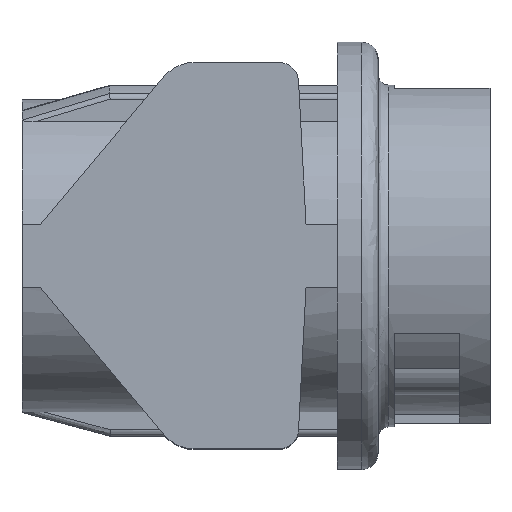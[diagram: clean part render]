
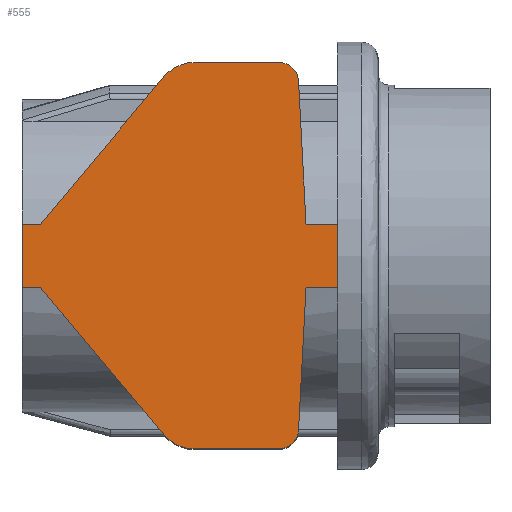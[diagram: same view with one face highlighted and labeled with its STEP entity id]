
A CAD part, top view. The second image highlights one B-rep face of the part: STEP entity #555.
In plain terms, the highlighted planar face has unit normal (0, 0, 1).
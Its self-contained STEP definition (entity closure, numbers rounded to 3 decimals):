
#240=PLANE('',#5993);
#555=ADVANCED_FACE('',(#924),#240,.T.);
#924=FACE_OUTER_BOUND('',#1224,.T.);
#1224=EDGE_LOOP('',(#3312,#3313,#3314,#3315,#3316,#3317,#3318,#3319,#3320,
#3321,#3322,#3323,#3324,#3325,#3326,#3327));
#1591=LINE('',#8436,#2163);
#1595=LINE('',#8448,#2167);
#1682=LINE('',#8922,#2254);
#1686=LINE('',#8934,#2258);
#1688=LINE('',#8939,#2260);
#1692=LINE('',#8950,#2264);
#1695=LINE('',#8955,#2267);
#1699=LINE('',#8964,#2271);
#1700=LINE('',#8967,#2272);
#1701=LINE('',#8969,#2273);
#1702=LINE('',#8970,#2274);
#1703=LINE('',#8972,#2275);
#2163=VECTOR('',#6694,1.);
#2167=VECTOR('',#6706,1.);
#2254=VECTOR('',#6966,1.);
#2258=VECTOR('',#6978,1.);
#2260=VECTOR('',#6982,1.);
#2264=VECTOR('',#6996,1.);
#2267=VECTOR('',#6999,1.);
#2271=VECTOR('',#7005,1.);
#2272=VECTOR('',#7010,1.);
#2273=VECTOR('',#7011,1.);
#2274=VECTOR('',#7012,1.);
#2275=VECTOR('',#7013,1.);
#3312=ORIENTED_EDGE('',*,*,#5187,.T.);
#3313=ORIENTED_EDGE('',*,*,#5186,.T.);
#3314=ORIENTED_EDGE('',*,*,#5188,.T.);
#3315=ORIENTED_EDGE('',*,*,#5189,.F.);
#3316=ORIENTED_EDGE('',*,*,#5179,.T.);
#3317=ORIENTED_EDGE('',*,*,#5173,.T.);
#3318=ORIENTED_EDGE('',*,*,#5176,.T.);
#3319=ORIENTED_EDGE('',*,*,#5171,.T.);
#3320=ORIENTED_EDGE('',*,*,#5166,.T.);
#3321=ORIENTED_EDGE('',*,*,#5165,.T.);
#3322=ORIENTED_EDGE('',*,*,#5182,.T.);
#3323=ORIENTED_EDGE('',*,*,#5190,.F.);
#3324=ORIENTED_EDGE('',*,*,#5191,.T.);
#3325=ORIENTED_EDGE('',*,*,#5021,.T.);
#3326=ORIENTED_EDGE('',*,*,#5018,.T.);
#3327=ORIENTED_EDGE('',*,*,#5015,.T.);
#4397=VERTEX_POINT('',#8435);
#4398=VERTEX_POINT('',#8437);
#4400=VERTEX_POINT('',#8443);
#4402=VERTEX_POINT('',#8449);
#4492=VERTEX_POINT('',#8916);
#4495=VERTEX_POINT('',#8921);
#4496=VERTEX_POINT('',#8925);
#4498=VERTEX_POINT('',#8931);
#4501=VERTEX_POINT('',#8938);
#4502=VERTEX_POINT('',#8940);
#4504=VERTEX_POINT('',#8951);
#4505=VERTEX_POINT('',#8954);
#4506=VERTEX_POINT('',#8958);
#4509=VERTEX_POINT('',#8963);
#4510=VERTEX_POINT('',#8968);
#4511=VERTEX_POINT('',#8971);
#5015=EDGE_CURVE('',#4398,#4397,#1591,.T.);
#5018=EDGE_CURVE('',#4400,#4398,#5625,.T.);
#5021=EDGE_CURVE('',#4402,#4400,#1595,.T.);
#5165=EDGE_CURVE('',#4492,#4495,#1682,.T.);
#5166=EDGE_CURVE('',#4496,#4492,#5662,.T.);
#5171=EDGE_CURVE('',#4498,#4496,#1686,.T.);
#5173=EDGE_CURVE('',#4502,#4501,#1688,.T.);
#5176=EDGE_CURVE('',#4501,#4498,#5664,.T.);
#5179=EDGE_CURVE('',#4504,#4502,#1692,.T.);
#5182=EDGE_CURVE('',#4495,#4505,#1695,.T.);
#5186=EDGE_CURVE('',#4506,#4509,#1699,.T.);
#5187=EDGE_CURVE('',#4397,#4506,#5666,.T.);
#5188=EDGE_CURVE('',#4509,#4510,#1700,.T.);
#5189=EDGE_CURVE('',#4504,#4510,#1701,.T.);
#5190=EDGE_CURVE('',#4511,#4505,#1702,.T.);
#5191=EDGE_CURVE('',#4511,#4402,#1703,.T.);
#5625=CIRCLE('',#5891,2.);
#5662=CIRCLE('',#5981,2.);
#5664=CIRCLE('',#5986,1.);
#5666=CIRCLE('',#5992,1.);
#5891=AXIS2_PLACEMENT_3D('',#8442,#6699,#6700);
#5981=AXIS2_PLACEMENT_3D('',#8924,#6969,#6970);
#5986=AXIS2_PLACEMENT_3D('',#8945,#6987,#6988);
#5992=AXIS2_PLACEMENT_3D('',#8966,#7008,#7009);
#5993=AXIS2_PLACEMENT_3D('',#8973,#7014,#7015);
#6694=DIRECTION('',(1.,0.,0.));
#6699=DIRECTION('',(0.,0.,1.));
#6700=DIRECTION('',(-0.766,-0.643,0.));
#6706=DIRECTION('',(0.643,-0.766,0.));
#6966=DIRECTION('',(-0.643,-0.766,0.));
#6969=DIRECTION('',(0.,0.,1.));
#6970=DIRECTION('',(0.,1.,0.));
#6978=DIRECTION('',(-1.,0.,0.));
#6982=DIRECTION('',(-0.052,0.999,0.));
#6987=DIRECTION('',(0.,0.,1.));
#6988=DIRECTION('',(0.999,0.052,0.));
#6996=DIRECTION('',(-1.,0.,0.));
#6999=DIRECTION('',(-1.,0.,0.));
#7005=DIRECTION('',(0.052,0.999,0.));
#7008=DIRECTION('',(0.,0.,1.));
#7009=DIRECTION('',(0.,-1.,0.));
#7010=DIRECTION('',(1.,0.,0.));
#7011=DIRECTION('',(0.,-1.,0.));
#7012=DIRECTION('',(0.,1.,0.));
#7013=DIRECTION('',(1.,0.,0.));
#7014=DIRECTION('',(0.,0.,1.));
#7015=DIRECTION('',(1.,0.,0.));
#8435=CARTESIAN_POINT('',(1.092,-9.5,8.85));
#8436=CARTESIAN_POINT('',(-2.997,-9.5,8.85));
#8437=CARTESIAN_POINT('',(-2.997,-9.5,8.85));
#8442=CARTESIAN_POINT('',(-2.997,-7.5,8.85));
#8443=CARTESIAN_POINT('',(-4.529,-8.786,8.85));
#8448=CARTESIAN_POINT('',(-10.6,-1.55,8.85));
#8449=CARTESIAN_POINT('',(-10.6,-1.55,8.85));
#8916=CARTESIAN_POINT('',(-4.529,8.786,8.85));
#8921=CARTESIAN_POINT('',(-10.6,1.55,8.85));
#8922=CARTESIAN_POINT('',(-4.529,8.786,8.85));
#8924=CARTESIAN_POINT('',(-2.997,7.5,8.85));
#8925=CARTESIAN_POINT('',(-2.997,9.5,8.85));
#8931=CARTESIAN_POINT('',(1.092,9.5,8.85));
#8934=CARTESIAN_POINT('',(1.092,9.5,8.85));
#8938=CARTESIAN_POINT('',(2.091,8.552,8.85));
#8939=CARTESIAN_POINT('',(2.458,1.55,8.85));
#8940=CARTESIAN_POINT('',(2.458,1.55,8.85));
#8945=CARTESIAN_POINT('',(1.092,8.5,8.85));
#8950=CARTESIAN_POINT('',(4.,1.55,8.85));
#8951=CARTESIAN_POINT('',(4.,1.55,8.85));
#8954=CARTESIAN_POINT('',(-11.5,1.55,8.85));
#8955=CARTESIAN_POINT('',(-10.6,1.55,8.85));
#8958=CARTESIAN_POINT('',(2.091,-8.552,8.85));
#8963=CARTESIAN_POINT('',(2.458,-1.55,8.85));
#8964=CARTESIAN_POINT('',(2.091,-8.552,8.85));
#8966=CARTESIAN_POINT('',(1.092,-8.5,8.85));
#8967=CARTESIAN_POINT('',(2.458,-1.55,8.85));
#8968=CARTESIAN_POINT('',(4.,-1.55,8.85));
#8969=CARTESIAN_POINT('',(4.,1.55,8.85));
#8970=CARTESIAN_POINT('',(-11.5,-1.55,8.85));
#8971=CARTESIAN_POINT('',(-11.5,-1.55,8.85));
#8972=CARTESIAN_POINT('',(-11.5,-1.55,8.85));
#8973=CARTESIAN_POINT('',(-11.6,-10.55,8.85));
